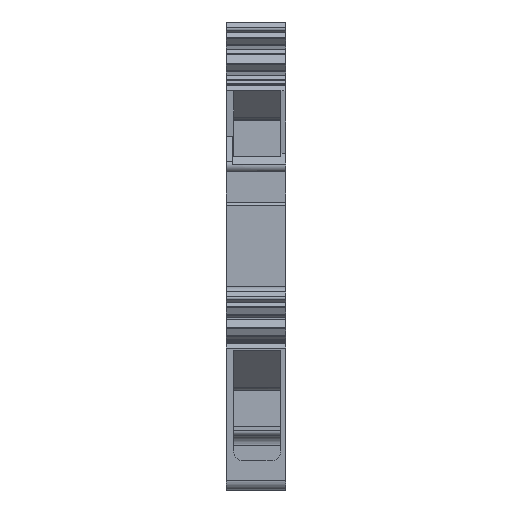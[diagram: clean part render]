
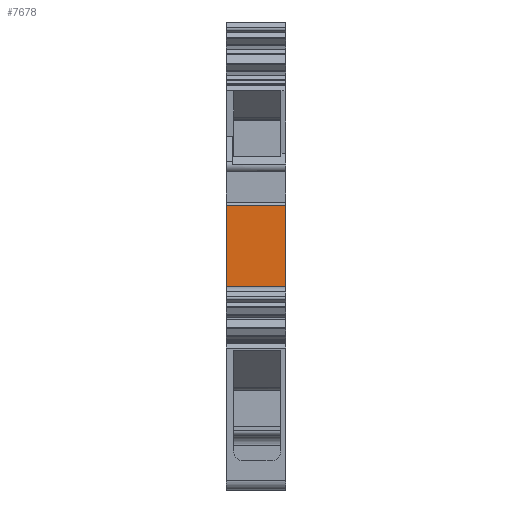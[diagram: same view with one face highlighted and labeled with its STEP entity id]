
A CAD part, front view. The second image highlights one B-rep face of the part: STEP entity #7678.
In plain terms, the highlighted planar face has unit normal (0, -1, 0).
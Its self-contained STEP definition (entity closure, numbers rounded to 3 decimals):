
#7665=AXIS2_PLACEMENT_3D('Plane Axis2P3D',#7662,#7663,#7664) ;
#460=CARTESIAN_POINT('Vertex',(6.1,22.7,29.1)) ;
#463=CARTESIAN_POINT('Line Origine',(6.1,22.7,24.95)) ;
#467=CARTESIAN_POINT('Vertex',(6.1,22.7,20.8)) ;
#3610=CARTESIAN_POINT('Vertex',(0.,22.7,20.8)) ;
#3613=CARTESIAN_POINT('Line Origine',(0.,22.7,24.95)) ;
#3617=CARTESIAN_POINT('Vertex',(0.,22.7,29.1)) ;
#7650=CARTESIAN_POINT('Line Origine',(3.05,22.7,29.1)) ;
#7662=CARTESIAN_POINT('Axis2P3D Location',(0.,22.7,20.8)) ;
#7667=CARTESIAN_POINT('Line Origine',(3.05,22.7,20.8)) ;
#464=DIRECTION('Vector Direction',(0.,0.,-1.)) ;
#3614=DIRECTION('Vector Direction',(0.,0.,1.)) ;
#7651=DIRECTION('Vector Direction',(1.,0.,0.)) ;
#7663=DIRECTION('Axis2P3D Direction',(0.,-1.,0.)) ;
#7664=DIRECTION('Axis2P3D XDirection',(0.,0.,1.)) ;
#7668=DIRECTION('Vector Direction',(-1.,0.,0.)) ;
#465=VECTOR('Line Direction',#464,1.) ;
#3615=VECTOR('Line Direction',#3614,1.) ;
#7652=VECTOR('Line Direction',#7651,1.) ;
#7669=VECTOR('Line Direction',#7668,1.) ;
#7673=ORIENTED_EDGE('',*,*,#469,.F.) ;
#7674=ORIENTED_EDGE('',*,*,#7654,.F.) ;
#7675=ORIENTED_EDGE('',*,*,#3619,.F.) ;
#7676=ORIENTED_EDGE('',*,*,#7671,.F.) ;
#7678=ADVANCED_FACE('KLTR',(#7677),#7666,.T.) ;
#469=EDGE_CURVE('',#461,#468,#466,.T.) ;
#3619=EDGE_CURVE('',#3611,#3618,#3616,.T.) ;
#7654=EDGE_CURVE('',#3618,#461,#7653,.T.) ;
#7671=EDGE_CURVE('',#468,#3611,#7670,.T.) ;
#7672=EDGE_LOOP('',(#7673,#7674,#7675,#7676)) ;
#7677=FACE_OUTER_BOUND('',#7672,.T.) ;
#466=LINE('Line',#463,#465) ;
#3616=LINE('Line',#3613,#3615) ;
#7653=LINE('Line',#7650,#7652) ;
#7670=LINE('Line',#7667,#7669) ;
#7666=PLANE('',#7665) ;
#461=VERTEX_POINT('',#460) ;
#468=VERTEX_POINT('',#467) ;
#3611=VERTEX_POINT('',#3610) ;
#3618=VERTEX_POINT('',#3617) ;
